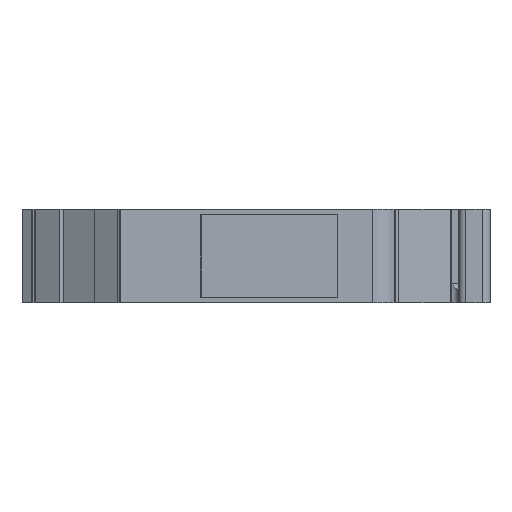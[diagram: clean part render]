
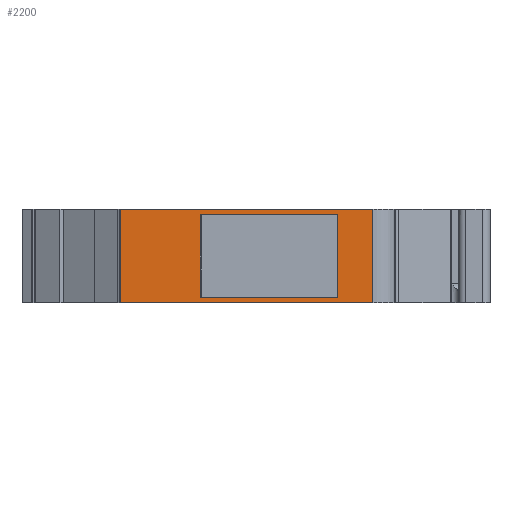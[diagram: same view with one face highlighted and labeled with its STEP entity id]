
A CAD part, left-side view. The second image highlights one B-rep face of the part: STEP entity #2200.
In plain terms, the highlighted planar face has unit normal (-1, 0, 0).
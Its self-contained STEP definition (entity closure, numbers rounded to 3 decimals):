
#321 = CARTESIAN_POINT ( 'NONE',  ( -26.4, -32.355, 0. ) ) ;
#400 = CARTESIAN_POINT ( 'NONE',  ( -26.4, 11.209, 12. ) ) ;
#470 = DIRECTION ( 'NONE',  ( 0., -1., 0. ) ) ;
#542 = EDGE_LOOP ( 'NONE', ( #1376, #1402, #1417, #1433 ) ) ;
#631 = EDGE_LOOP ( 'NONE', ( #1345, #1356, #1361, #1367 ) ) ;
#651 = CARTESIAN_POINT ( 'NONE',  ( -26.4, -32.355, 12. ) ) ;
#734 = VECTOR ( 'NONE', #5436, 1000. ) ;
#757 = LINE ( 'NONE', #651, #734 ) ;
#808 = VERTEX_POINT ( 'NONE', #2000 ) ;
#978 = LINE ( 'NONE', #400, #993 ) ;
#993 = VECTOR ( 'NONE', #470, 1000. ) ;
#1044 = LINE ( 'NONE', #1265, #1050 ) ;
#1050 = VECTOR ( 'NONE', #1165, 1000. ) ;
#1071 = VECTOR ( 'NONE', #1330, 1000. ) ;
#1089 = VECTOR ( 'NONE', #2477, 1000. ) ;
#1093 = LINE ( 'NONE', #1575, #1071 ) ;
#1097 = VECTOR ( 'NONE', #3106, 1000. ) ;
#1132 = LINE ( 'NONE', #3138, #1097 ) ;
#1157 = VECTOR ( 'NONE', #3295, 1000. ) ;
#1165 = DIRECTION ( 'NONE',  ( 0., 0., 1. ) ) ;
#1168 = VECTOR ( 'NONE', #3718, 1000. ) ;
#1171 = LINE ( 'NONE', #2834, #1089 ) ;
#1175 = LINE ( 'NONE', #3436, #1157 ) ;
#1180 = LINE ( 'NONE', #3546, #1168 ) ;
#1265 = CARTESIAN_POINT ( 'NONE',  ( -26.4, -27.874, 12. ) ) ;
#1330 = DIRECTION ( 'NONE',  ( 0., -1., 0. ) ) ;
#1345 = ORIENTED_EDGE ( 'NONE', *, *, #3817, .F. ) ;
#1356 = ORIENTED_EDGE ( 'NONE', *, *, #3779, .F. ) ;
#1361 = ORIENTED_EDGE ( 'NONE', *, *, #3713, .F. ) ;
#1367 = ORIENTED_EDGE ( 'NONE', *, *, #3841, .F. ) ;
#1376 = ORIENTED_EDGE ( 'NONE', *, *, #4228, .F. ) ;
#1402 = ORIENTED_EDGE ( 'NONE', *, *, #3919, .F. ) ;
#1417 = ORIENTED_EDGE ( 'NONE', *, *, #3705, .F. ) ;
#1433 = ORIENTED_EDGE ( 'NONE', *, *, #3765, .F. ) ;
#1575 = CARTESIAN_POINT ( 'NONE',  ( -26.4, -0.068, 0.7 ) ) ;
#1788 = VERTEX_POINT ( 'NONE', #2770 ) ;
#2000 = CARTESIAN_POINT ( 'NONE',  ( -26.4, -27.874, 0.7 ) ) ;
#2036 = VERTEX_POINT ( 'NONE', #4972 ) ;
#2169 = CARTESIAN_POINT ( 'NONE',  ( -26.4, -10.284, 11.3 ) ) ;
#2200 = ADVANCED_FACE ( 'NONE', ( #3593, #3571 ), #3398, .F. ) ;
#2477 = DIRECTION ( 'NONE',  ( 0., 0., -1. ) ) ;
#2515 = VERTEX_POINT ( 'NONE', #321 ) ;
#2770 = CARTESIAN_POINT ( 'NONE',  ( -26.4, -0.068, 12. ) ) ;
#2834 = CARTESIAN_POINT ( 'NONE',  ( -26.4, -10.284, 12. ) ) ;
#3106 = DIRECTION ( 'NONE',  ( 0., 1., 0. ) ) ;
#3138 = CARTESIAN_POINT ( 'NONE',  ( -26.4, 11.209, 0. ) ) ;
#3295 = DIRECTION ( 'NONE',  ( 0., 1., 0. ) ) ;
#3387 = DIRECTION ( 'NONE',  ( 0., 0., -1. ) ) ;
#3398 = PLANE ( 'NONE',  #4909 ) ;
#3419 = CARTESIAN_POINT ( 'NONE',  ( -26.4, -0.068, 12. ) ) ;
#3436 = CARTESIAN_POINT ( 'NONE',  ( -26.4, -0.068, 11.3 ) ) ;
#3464 = CARTESIAN_POINT ( 'NONE',  ( -26.4, -10.284, 0.7 ) ) ;
#3509 = DIRECTION ( 'NONE',  ( 1., 0., 0. ) ) ;
#3546 = CARTESIAN_POINT ( 'NONE',  ( -26.4, -0.068, 12. ) ) ;
#3570 = VERTEX_POINT ( 'NONE', #4789 ) ;
#3571 = FACE_OUTER_BOUND ( 'NONE', #542, .T. ) ;
#3593 = FACE_BOUND ( 'NONE', #631, .T. ) ;
#3705 = EDGE_CURVE ( 'NONE', #2036, #1788, #1180, .T. ) ;
#3713 = EDGE_CURVE ( 'NONE', #5442, #3794, #1175, .T. ) ;
#3718 = DIRECTION ( 'NONE',  ( 0., 0., 1. ) ) ;
#3765 = EDGE_CURVE ( 'NONE', #2515, #2036, #1132, .T. ) ;
#3779 = EDGE_CURVE ( 'NONE', #3794, #4111, #1171, .T. ) ;
#3794 = VERTEX_POINT ( 'NONE', #2169 ) ;
#3817 = EDGE_CURVE ( 'NONE', #4111, #808, #1093, .T. ) ;
#3841 = EDGE_CURVE ( 'NONE', #808, #5442, #1044, .T. ) ;
#3919 = EDGE_CURVE ( 'NONE', #1788, #3570, #978, .T. ) ;
#4111 = VERTEX_POINT ( 'NONE', #3464 ) ;
#4228 = EDGE_CURVE ( 'NONE', #3570, #2515, #757, .T. ) ;
#4448 = CARTESIAN_POINT ( 'NONE',  ( -26.4, -27.874, 11.3 ) ) ;
#4789 = CARTESIAN_POINT ( 'NONE',  ( -26.4, -32.355, 12. ) ) ;
#4909 = AXIS2_PLACEMENT_3D ( 'NONE', #3419, #3509, #3387 ) ;
#4972 = CARTESIAN_POINT ( 'NONE',  ( -26.4, -0.068, 0. ) ) ;
#5436 = DIRECTION ( 'NONE',  ( 0., 0., -1. ) ) ;
#5442 = VERTEX_POINT ( 'NONE', #4448 ) ;
